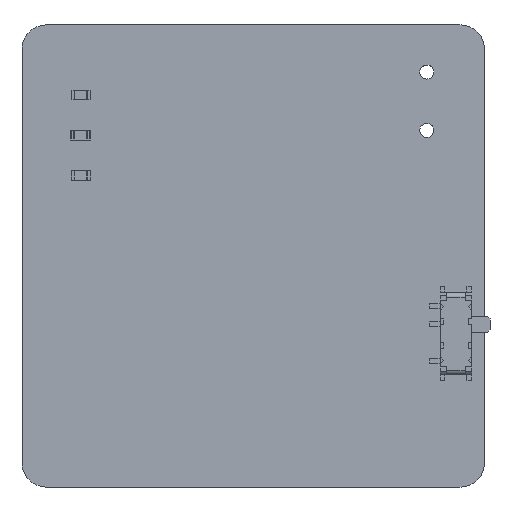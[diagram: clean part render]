
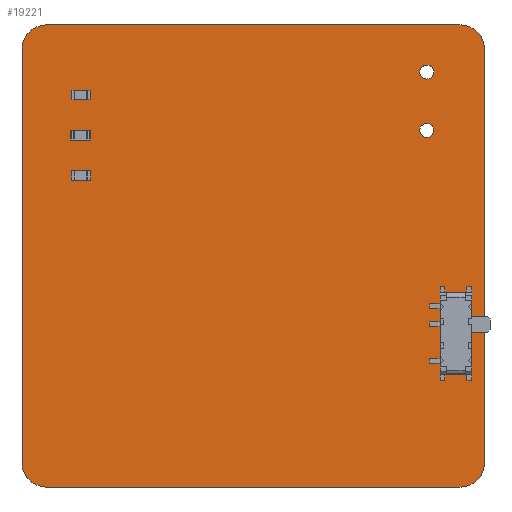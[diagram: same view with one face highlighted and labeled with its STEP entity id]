
A CAD part, top view. The second image highlights one B-rep face of the part: STEP entity #19221.
In plain terms, the highlighted planar face has unit normal (0, 0, 1).
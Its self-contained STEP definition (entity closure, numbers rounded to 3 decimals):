
#19028 = VERTEX_POINT('',#19029);
#19029 = CARTESIAN_POINT('',(186.695,-78.,1.51));
#19035 = EDGE_CURVE('',#19028,#19036,#19038,.T.);
#19036 = VERTEX_POINT('',#19037);
#19037 = CARTESIAN_POINT('',(188.695,-80.,1.51));
#19038 = CIRCLE('',#19039,2.);
#19039 = AXIS2_PLACEMENT_3D('',#19040,#19041,#19042);
#19040 = CARTESIAN_POINT('',(186.695,-80.,1.51));
#19041 = DIRECTION('',(0.,0.,-1.));
#19042 = DIRECTION('',(0.,1.,0.));
#19070 = VERTEX_POINT('',#19071);
#19071 = CARTESIAN_POINT('',(152.695,-78.,1.51));
#19077 = EDGE_CURVE('',#19070,#19028,#19078,.T.);
#19078 = LINE('',#19079,#19080);
#19079 = CARTESIAN_POINT('',(152.695,-78.,1.51));
#19080 = VECTOR('',#19081,1.);
#19081 = DIRECTION('',(1.,0.,0.));
#19099 = EDGE_CURVE('',#19036,#19100,#19102,.T.);
#19100 = VERTEX_POINT('',#19101);
#19101 = CARTESIAN_POINT('',(188.695,-114.,1.51));
#19102 = LINE('',#19103,#19104);
#19103 = CARTESIAN_POINT('',(188.695,-80.,1.51));
#19104 = VECTOR('',#19105,1.);
#19105 = DIRECTION('',(0.,-1.,0.));
#19221 = ADVANCED_FACE('',(#19222,#19268,#19279,#19290,#19301),#19312,
  .T.);
#19222 = FACE_BOUND('',#19223,.T.);
#19223 = EDGE_LOOP('',(#19224,#19225,#19226,#19235,#19243,#19252,#19260,
    #19267));
#19224 = ORIENTED_EDGE('',*,*,#19035,.F.);
#19225 = ORIENTED_EDGE('',*,*,#19077,.F.);
#19226 = ORIENTED_EDGE('',*,*,#19227,.F.);
#19227 = EDGE_CURVE('',#19228,#19070,#19230,.T.);
#19228 = VERTEX_POINT('',#19229);
#19229 = CARTESIAN_POINT('',(150.695,-80.,1.51));
#19230 = CIRCLE('',#19231,2.);
#19231 = AXIS2_PLACEMENT_3D('',#19232,#19233,#19234);
#19232 = CARTESIAN_POINT('',(152.695,-80.,1.51));
#19233 = DIRECTION('',(0.,0.,-1.));
#19234 = DIRECTION('',(-1.,0.,-0.));
#19235 = ORIENTED_EDGE('',*,*,#19236,.F.);
#19236 = EDGE_CURVE('',#19237,#19228,#19239,.T.);
#19237 = VERTEX_POINT('',#19238);
#19238 = CARTESIAN_POINT('',(150.695,-114.,1.51));
#19239 = LINE('',#19240,#19241);
#19240 = CARTESIAN_POINT('',(150.695,-114.,1.51));
#19241 = VECTOR('',#19242,1.);
#19242 = DIRECTION('',(0.,1.,0.));
#19243 = ORIENTED_EDGE('',*,*,#19244,.F.);
#19244 = EDGE_CURVE('',#19245,#19237,#19247,.T.);
#19245 = VERTEX_POINT('',#19246);
#19246 = CARTESIAN_POINT('',(152.695,-116.,1.51));
#19247 = CIRCLE('',#19248,2.);
#19248 = AXIS2_PLACEMENT_3D('',#19249,#19250,#19251);
#19249 = CARTESIAN_POINT('',(152.695,-114.,1.51));
#19250 = DIRECTION('',(0.,0.,-1.));
#19251 = DIRECTION('',(0.,-1.,0.));
#19252 = ORIENTED_EDGE('',*,*,#19253,.F.);
#19253 = EDGE_CURVE('',#19254,#19245,#19256,.T.);
#19254 = VERTEX_POINT('',#19255);
#19255 = CARTESIAN_POINT('',(186.695,-116.,1.51));
#19256 = LINE('',#19257,#19258);
#19257 = CARTESIAN_POINT('',(186.695,-116.,1.51));
#19258 = VECTOR('',#19259,1.);
#19259 = DIRECTION('',(-1.,0.,0.));
#19260 = ORIENTED_EDGE('',*,*,#19261,.F.);
#19261 = EDGE_CURVE('',#19100,#19254,#19262,.T.);
#19262 = CIRCLE('',#19263,2.);
#19263 = AXIS2_PLACEMENT_3D('',#19264,#19265,#19266);
#19264 = CARTESIAN_POINT('',(186.695,-114.,1.51));
#19265 = DIRECTION('',(0.,0.,-1.));
#19266 = DIRECTION('',(1.,0.,0.));
#19267 = ORIENTED_EDGE('',*,*,#19099,.F.);
#19268 = FACE_BOUND('',#19269,.T.);
#19269 = EDGE_LOOP('',(#19270));
#19270 = ORIENTED_EDGE('',*,*,#19271,.T.);
#19271 = EDGE_CURVE('',#19272,#19272,#19274,.T.);
#19272 = VERTEX_POINT('',#19273);
#19273 = CARTESIAN_POINT('',(186.363,-105.325,1.51));
#19274 = CIRCLE('',#19275,0.45);
#19275 = AXIS2_PLACEMENT_3D('',#19276,#19277,#19278);
#19276 = CARTESIAN_POINT('',(186.363,-104.875,1.51));
#19277 = DIRECTION('',(-0.,0.,-1.));
#19278 = DIRECTION('',(-0.,-1.,0.));
#19279 = FACE_BOUND('',#19280,.T.);
#19280 = EDGE_LOOP('',(#19281));
#19281 = ORIENTED_EDGE('',*,*,#19282,.T.);
#19282 = EDGE_CURVE('',#19283,#19283,#19285,.T.);
#19283 = VERTEX_POINT('',#19284);
#19284 = CARTESIAN_POINT('',(186.363,-102.325,1.51));
#19285 = CIRCLE('',#19286,0.45);
#19286 = AXIS2_PLACEMENT_3D('',#19287,#19288,#19289);
#19287 = CARTESIAN_POINT('',(186.363,-101.875,1.51));
#19288 = DIRECTION('',(-0.,0.,-1.));
#19289 = DIRECTION('',(-0.,-1.,0.));
#19290 = FACE_BOUND('',#19291,.T.);
#19291 = EDGE_LOOP('',(#19292));
#19292 = ORIENTED_EDGE('',*,*,#19293,.T.);
#19293 = EDGE_CURVE('',#19294,#19294,#19296,.T.);
#19294 = VERTEX_POINT('',#19295);
#19295 = CARTESIAN_POINT('',(183.963,-87.255,1.51));
#19296 = CIRCLE('',#19297,0.575);
#19297 = AXIS2_PLACEMENT_3D('',#19298,#19299,#19300);
#19298 = CARTESIAN_POINT('',(183.963,-86.68,1.51));
#19299 = DIRECTION('',(-0.,0.,-1.));
#19300 = DIRECTION('',(0.,-1.,-0.));
#19301 = FACE_BOUND('',#19302,.T.);
#19302 = EDGE_LOOP('',(#19303));
#19303 = ORIENTED_EDGE('',*,*,#19304,.T.);
#19304 = EDGE_CURVE('',#19305,#19305,#19307,.T.);
#19305 = VERTEX_POINT('',#19306);
#19306 = CARTESIAN_POINT('',(183.963,-82.455,1.51));
#19307 = CIRCLE('',#19308,0.575);
#19308 = AXIS2_PLACEMENT_3D('',#19309,#19310,#19311);
#19309 = CARTESIAN_POINT('',(183.963,-81.88,1.51));
#19310 = DIRECTION('',(-0.,0.,-1.));
#19311 = DIRECTION('',(0.,-1.,-0.));
#19312 = PLANE('',#19313);
#19313 = AXIS2_PLACEMENT_3D('',#19314,#19315,#19316);
#19314 = CARTESIAN_POINT('',(0.,0.,1.51));
#19315 = DIRECTION('',(0.,0.,1.));
#19316 = DIRECTION('',(1.,0.,-0.));
